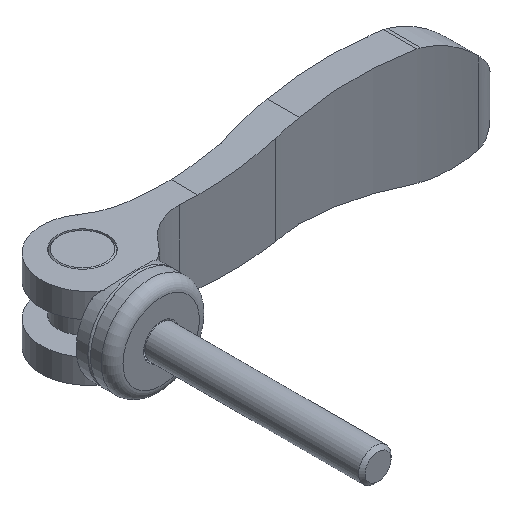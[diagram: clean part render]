
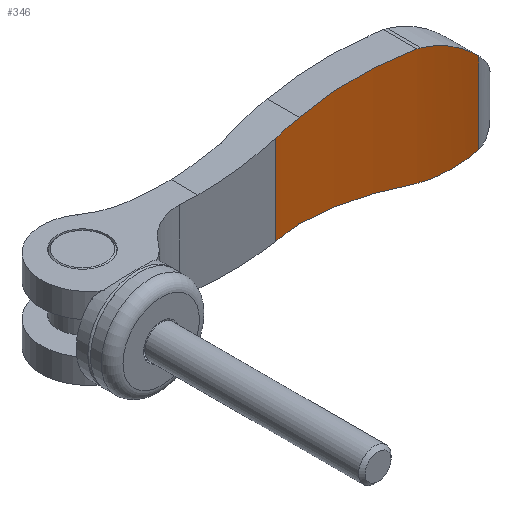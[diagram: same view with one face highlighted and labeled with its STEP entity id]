
A CAD part, isometric view. The second image highlights one B-rep face of the part: STEP entity #346.
In plain terms, the highlighted cylindrical face has radius 45.01 mm (diameter 90.02 mm), a partial arc.
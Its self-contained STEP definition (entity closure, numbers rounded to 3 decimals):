
#346 = ADVANCED_FACE( '', ( #685 ), #686, .F. );
#685 = FACE_OUTER_BOUND( '', #1039, .T. );
#686 = CYLINDRICAL_SURFACE( '', #1040, 45.01 );
#1039 = EDGE_LOOP( '', ( #1683, #1684, #1685, #1686, #1687, #1688, #1689, #1690, #1691, #1692 ) );
#1040 = AXIS2_PLACEMENT_3D( '', #1693, #1694, #1695 );
#1683 = ORIENTED_EDGE( '', *, *, #2256, .F. );
#1684 = ORIENTED_EDGE( '', *, *, #2190, .F. );
#1685 = ORIENTED_EDGE( '', *, *, #2249, .F. );
#1686 = ORIENTED_EDGE( '', *, *, #2257, .F. );
#1687 = ORIENTED_EDGE( '', *, *, #2122, .F. );
#1688 = ORIENTED_EDGE( '', *, *, #2258, .F. );
#1689 = ORIENTED_EDGE( '', *, *, #2259, .T. );
#1690 = ORIENTED_EDGE( '', *, *, #2260, .F. );
#1691 = ORIENTED_EDGE( '', *, *, #2261, .F. );
#1692 = ORIENTED_EDGE( '', *, *, #2262, .T. );
#1693 = CARTESIAN_POINT( '', ( 45., -44.7, 10.75 ) );
#1694 = DIRECTION( '', ( 0., 0., 1. ) );
#1695 = DIRECTION( '', ( -1., 0., 0. ) );
#2122 = EDGE_CURVE( '', #2524, #2525, #2526, .T. );
#2190 = EDGE_CURVE( '', #2626, #2628, #2629, .T. );
#2249 = EDGE_CURVE( '', #2702, #2626, #2703, .T. );
#2256 = EDGE_CURVE( '', #2628, #2711, #2712, .T. );
#2257 = EDGE_CURVE( '', #2525, #2702, #2713, .T. );
#2258 = EDGE_CURVE( '', #2714, #2524, #2715, .T. );
#2259 = EDGE_CURVE( '', #2714, #2716, #2717, .T. );
#2260 = EDGE_CURVE( '', #2718, #2716, #2719, .T. );
#2261 = EDGE_CURVE( '', #2720, #2718, #2721, .T. );
#2262 = EDGE_CURVE( '', #2720, #2711, #2722, .T. );
#2524 = VERTEX_POINT( '', #3166 );
#2525 = VERTEX_POINT( '', #3167 );
#2526 = LINE( '', #3168, #3169 );
#2626 = VERTEX_POINT( '', #3373 );
#2628 = VERTEX_POINT( '', #3376 );
#2629 = ELLIPSE( '', #3377, 45.307, 45.01 );
#2702 = VERTEX_POINT( '', #3514 );
#2703 = CIRCLE( '', #3515, 45.01 );
#2711 = VERTEX_POINT( '', #3525 );
#2712 = ELLIPSE( '', #3526, 45.062, 45.01 );
#2713 = B_SPLINE_CURVE_WITH_KNOTS( '', 3, ( #3527, #3528, #3529, #3530, #3531, #3532, #3533, #3534, #3535, #3536, #3537, #3538 ), .UNSPECIFIED., .F., .F., ( 4, 2, 2, 2, 2, 4 ), ( 0., 0.002, 0.003, 0.004, 0.007, 0.009 ), .UNSPECIFIED. );
#2714 = VERTEX_POINT( '', #3539 );
#2715 = B_SPLINE_CURVE_WITH_KNOTS( '', 3, ( #3540, #3541, #3542, #3543, #3544, #3545, #3546, #3547, #3548, #3549, #3550, #3551, #3552, #3553 ), .UNSPECIFIED., .F., .F., ( 4, 2, 2, 2, 2, 2, 4 ), ( 0., 0.002, 0.003, 0.004, 0.007, 0.008, 0.009 ), .UNSPECIFIED. );
#2716 = VERTEX_POINT( '', #3554 );
#2717 = CIRCLE( '', #3555, 45.01 );
#2718 = VERTEX_POINT( '', #3556 );
#2719 = ELLIPSE( '', #3557, 45.307, 45.01 );
#2720 = VERTEX_POINT( '', #3558 );
#2721 = ELLIPSE( '', #3559, 45.062, 45.01 );
#2722 = LINE( '', #3560, #3561 );
#3166 = CARTESIAN_POINT( '', ( 67.39, -5.654, 7.474 ) );
#3167 = CARTESIAN_POINT( '', ( 67.39, -5.654, -7.474 ) );
#3168 = CARTESIAN_POINT( '', ( 67.39, -5.654, 10.75 ) );
#3169 = VECTOR( '', #3918, 1000. );
#3373 = CARTESIAN_POINT( '', ( 59.563, -2.111, -10.75 ) );
#3376 = CARTESIAN_POINT( '', ( 40., 0.031, -8.5 ) );
#3377 = AXIS2_PLACEMENT_3D( '', #4016, #4017, #4018 );
#3514 = CARTESIAN_POINT( '', ( 60.114, -2.303, -10.75 ) );
#3515 = AXIS2_PLACEMENT_3D( '', #4104, #4105, #4106 );
#3525 = CARTESIAN_POINT( '', ( 34.751, -0.872, -8.247 ) );
#3526 = AXIS2_PLACEMENT_3D( '', #4115, #4116, #4117 );
#3527 = CARTESIAN_POINT( '', ( 67.39, -5.654, -7.474 ) );
#3528 = CARTESIAN_POINT( '', ( 66.91, -5.379, -7.972 ) );
#3529 = CARTESIAN_POINT( '', ( 66.393, -5.094, -8.412 ) );
#3530 = CARTESIAN_POINT( '', ( 65.566, -4.662, -8.994 ) );
#3531 = CARTESIAN_POINT( '', ( 65.281, -4.517, -9.175 ) );
#3532 = CARTESIAN_POINT( '', ( 64.693, -4.226, -9.511 ) );
#3533 = CARTESIAN_POINT( '', ( 64.389, -4.079, -9.666 ) );
#3534 = CARTESIAN_POINT( '', ( 63.456, -3.642, -10.088 ) );
#3535 = CARTESIAN_POINT( '', ( 62.815, -3.359, -10.306 ) );
#3536 = CARTESIAN_POINT( '', ( 61.494, -2.815, -10.623 ) );
#3537 = CARTESIAN_POINT( '', ( 60.815, -2.553, -10.72 ) );
#3538 = CARTESIAN_POINT( '', ( 60.114, -2.303, -10.75 ) );
#3539 = CARTESIAN_POINT( '', ( 60.114, -2.303, 10.75 ) );
#3540 = CARTESIAN_POINT( '', ( 60.114, -2.303, 10.75 ) );
#3541 = CARTESIAN_POINT( '', ( 60.813, -2.553, 10.72 ) );
#3542 = CARTESIAN_POINT( '', ( 61.493, -2.814, 10.623 ) );
#3543 = CARTESIAN_POINT( '', ( 62.484, -3.223, 10.386 ) );
#3544 = CARTESIAN_POINT( '', ( 62.81, -3.362, 10.291 ) );
#3545 = CARTESIAN_POINT( '', ( 63.453, -3.645, 10.071 ) );
#3546 = CARTESIAN_POINT( '', ( 63.771, -3.79, 9.945 ) );
#3547 = CARTESIAN_POINT( '', ( 64.702, -4.225, 9.524 ) );
#3548 = CARTESIAN_POINT( '', ( 65.287, -4.516, 9.19 ) );
#3549 = CARTESIAN_POINT( '', ( 66.114, -4.949, 8.608 ) );
#3550 = CARTESIAN_POINT( '', ( 66.382, -5.092, 8.401 ) );
#3551 = CARTESIAN_POINT( '', ( 66.899, -5.376, 7.959 ) );
#3552 = CARTESIAN_POINT( '', ( 67.15, -5.517, 7.723 ) );
#3553 = CARTESIAN_POINT( '', ( 67.39, -5.654, 7.474 ) );
#3554 = CARTESIAN_POINT( '', ( 59.563, -2.111, 10.75 ) );
#3555 = AXIS2_PLACEMENT_3D( '', #4118, #4119, #4120 );
#3556 = CARTESIAN_POINT( '', ( 40., 0.031, 8.5 ) );
#3557 = AXIS2_PLACEMENT_3D( '', #4121, #4122, #4123 );
#3558 = CARTESIAN_POINT( '', ( 34.751, -0.872, 8.247 ) );
#3559 = AXIS2_PLACEMENT_3D( '', #4124, #4125, #4126 );
#3560 = CARTESIAN_POINT( '', ( 34.751, -0.872, 10.75 ) );
#3561 = VECTOR( '', #4127, 1000. );
#3918 = DIRECTION( '', ( 0., 0., -1. ) );
#4016 = CARTESIAN_POINT( '', ( 45., -44.7, -9.075 ) );
#4017 = DIRECTION( '', ( 0.114, 0., 0.993 ) );
#4018 = DIRECTION( '', ( 0.993, 0., -0.114 ) );
#4104 = CARTESIAN_POINT( '', ( 45., -44.7, -10.75 ) );
#4105 = DIRECTION( '', ( 0., 0., 1. ) );
#4106 = DIRECTION( '', ( 1., 0., 0. ) );
#4115 = CARTESIAN_POINT( '', ( 45., -44.7, -8.741 ) );
#4116 = DIRECTION( '', ( 0.048, 0., 0.999 ) );
#4117 = DIRECTION( '', ( 0.999, 0., -0.048 ) );
#4118 = CARTESIAN_POINT( '', ( 45., -44.7, 10.75 ) );
#4119 = DIRECTION( '', ( 0., 0., 1. ) );
#4120 = DIRECTION( '', ( 1., 0., 0. ) );
#4121 = CARTESIAN_POINT( '', ( 45., -44.7, 9.075 ) );
#4122 = DIRECTION( '', ( 0.114, 0., -0.993 ) );
#4123 = DIRECTION( '', ( -0.993, 0., -0.114 ) );
#4124 = CARTESIAN_POINT( '', ( 45., -44.7, 8.741 ) );
#4125 = DIRECTION( '', ( 0.048, 0., -0.999 ) );
#4126 = DIRECTION( '', ( -0.999, 0., -0.048 ) );
#4127 = DIRECTION( '', ( 0., 0., -1. ) );
